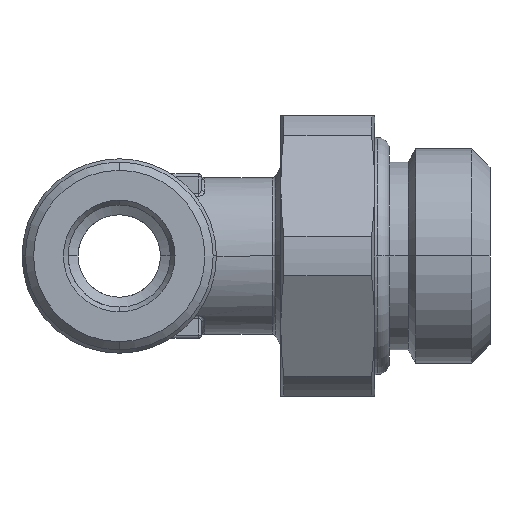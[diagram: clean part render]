
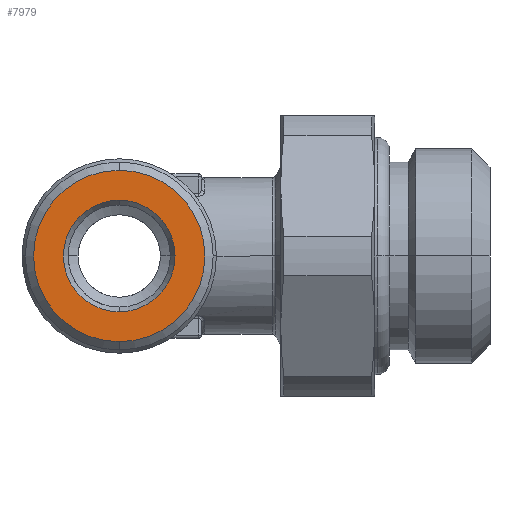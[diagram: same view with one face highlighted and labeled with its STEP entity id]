
A CAD part, left-side view. The second image highlights one B-rep face of the part: STEP entity #7979.
In plain terms, the highlighted planar face has unit normal (-1, 0, 0).
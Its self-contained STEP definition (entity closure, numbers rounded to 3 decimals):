
#2587=CARTESIAN_POINT('',(-23.8,0.,0.));
#2588=DIRECTION('',(-1.,0.,0.));
#2589=DIRECTION('',(0.,0.,-1.));
#2590=AXIS2_PLACEMENT_3D('',#2587,#2588,#2589);
#2600=CARTESIAN_POINT('',(-23.8,0.,0.));
#2601=DIRECTION('',(1.,0.,0.));
#2602=DIRECTION('',(0.,0.,-1.));
#2603=AXIS2_PLACEMENT_3D('',#2600,#2601,#2602);
#2605=CARTESIAN_POINT('',(-23.8,0.,0.));
#2606=DIRECTION('',(1.,0.,0.));
#2607=DIRECTION('',(0.,0.,-1.));
#2608=AXIS2_PLACEMENT_3D('',#2605,#2606,#2607);
#2610=CARTESIAN_POINT('',(-23.8,0.,0.));
#2611=DIRECTION('',(-1.,0.,0.));
#2612=DIRECTION('',(0.,0.,-1.));
#2613=AXIS2_PLACEMENT_3D('',#2610,#2611,#2612);
#3702=CARTESIAN_POINT('',(-23.8,0.,-3.389));
#3704=VERTEX_POINT('',#3702);
#3705=CARTESIAN_POINT('',(-23.8,0.,-5.2));
#3707=VERTEX_POINT('',#3705);
#3712=CARTESIAN_POINT('',(-23.8,0.,3.389));
#3714=VERTEX_POINT('',#3712);
#3715=CARTESIAN_POINT('',(-23.8,0.,5.2));
#3717=VERTEX_POINT('',#3715);
#7964=CARTESIAN_POINT('',(-23.8,0.,0.));
#7965=DIRECTION('',(-1.,0.,0.));
#7966=DIRECTION('',(0.,0.,1.));
#7967=AXIS2_PLACEMENT_3D('',#7964,#7965,#7966);
#7968=PLANE('',#7967);
#7969=ORIENTED_EDGE('',*,*,#7943,.F.);
#7970=ORIENTED_EDGE('',*,*,#7959,.T.);
#7971=EDGE_LOOP('',(#7969,#7970));
#7972=FACE_OUTER_BOUND('',#7971,.F.);
#7974=ORIENTED_EDGE('',*,*,#7973,.F.);
#7976=ORIENTED_EDGE('',*,*,#7975,.T.);
#7977=EDGE_LOOP('',(#7974,#7976));
#7978=FACE_BOUND('',#7977,.F.);
#7979=ADVANCED_FACE('',(#7972,#7978),#7968,.T.);
#2591=CIRCLE('',#2590,5.2);
#2604=CIRCLE('',#2603,5.2);
#2609=CIRCLE('',#2608,3.389);
#2614=CIRCLE('',#2613,3.389);
#7943=EDGE_CURVE('',#3707,#3717,#2591,.T.);
#7959=EDGE_CURVE('',#3707,#3717,#2604,.T.);
#7973=EDGE_CURVE('',#3704,#3714,#2609,.T.);
#7975=EDGE_CURVE('',#3704,#3714,#2614,.T.);
